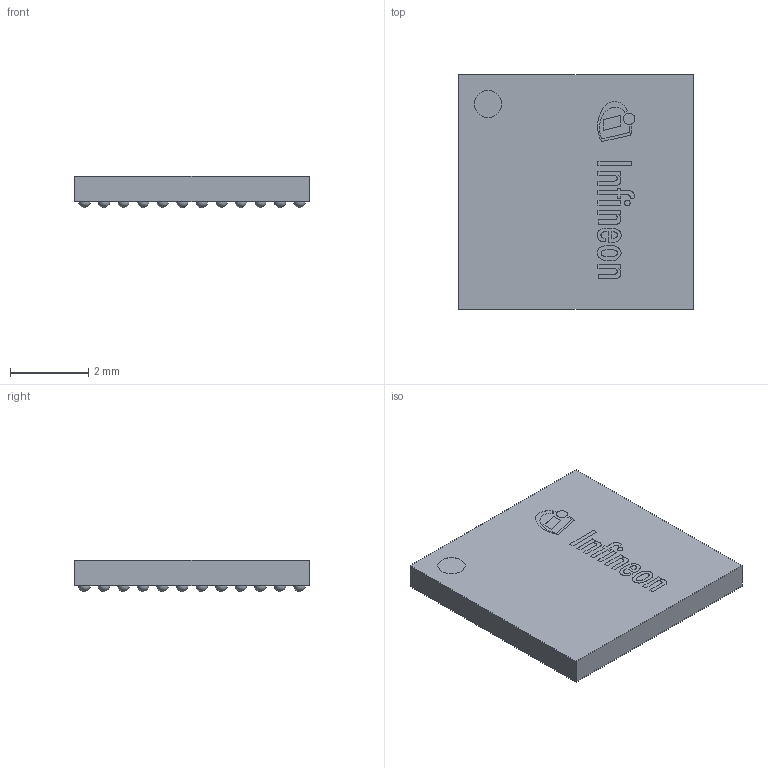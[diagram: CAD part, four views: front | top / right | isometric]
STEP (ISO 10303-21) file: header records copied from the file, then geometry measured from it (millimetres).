
FILE_DESCRIPTION(/* description */ (''),/* implementation_level */ '2;1');
FILE_NAME(/* name */ 'PG-WFWLB-119-1_Z8B00166542_V02_3D.stp',/* time_stamp */ '2024-07-10T10:44:42+05:30',/* author */ ('sivamani'),/* organization */ (''),/* preprocessor_version */ 'ST-DEVELOPER v19.2',/* originating_system */ 'AutoCAD Mechanical',/* authorisation */ '');
FILE_SCHEMA (('AUTOMOTIVE_DESIGN { 1 0 10303 214 3 1 1 }'));
Length unit declared in the file: millimetre
Products named in the file (1): Product
Bounding box: 6 x 6 x 0.8 mm (x, y, z)
Volume: 24.2 mm3; surface area: 188.3 mm2
Topology: 134 solids, 134 shells, 368 faces, 654 edges, 436 vertices
Faces by surface type: plane 225, sphere 119, bspline 20, cylinder 4
Full cylindrical faces by diameter (mm): 0.143 x1, 0.294 x1, 0.7 x2
Entity records: 8480 total; most frequent: CARTESIAN_POINT 2048, DIRECTION 1339, ORIENTED_EDGE 1070, AXIS2_PLACEMENT_3D 595, EDGE_CURVE 535, VERTEX_POINT 436, EDGE_LOOP 373, FACE_OUTER_BOUND 368
